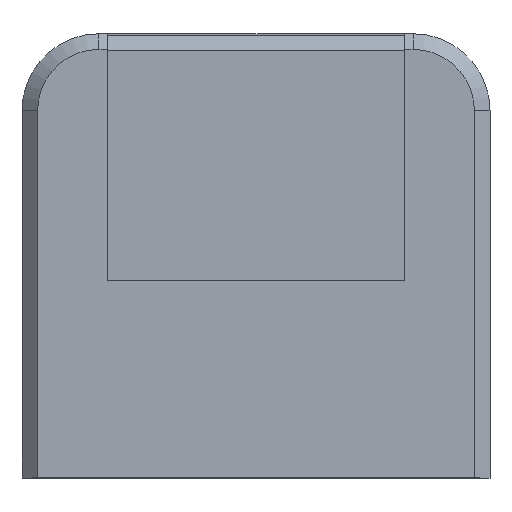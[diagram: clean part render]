
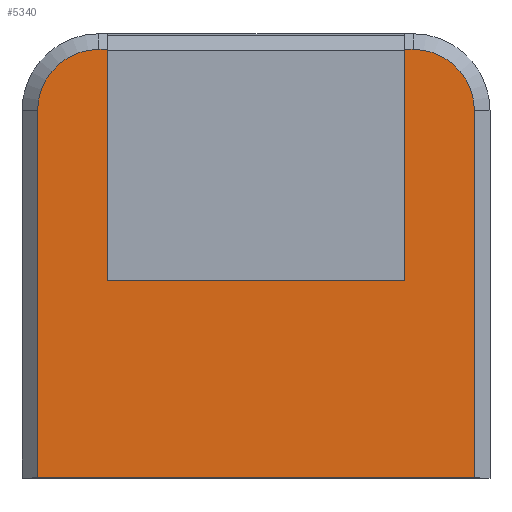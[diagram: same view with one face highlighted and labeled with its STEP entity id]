
A CAD part, top view. The second image highlights one B-rep face of the part: STEP entity #5340.
In plain terms, the highlighted planar face has unit normal (0, 0, 1).
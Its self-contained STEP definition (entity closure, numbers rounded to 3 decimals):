
#463=PLANE('',#5913);
#751=FACE_OUTER_BOUND('',#1115,.T.);
#1115=EDGE_LOOP('',(#4663,#4664,#4665,#4666,#4667,#4668,#4669,#4670,#4671,
#4672));
#1493=LINE('',#12176,#1939);
#1499=LINE('',#12188,#1945);
#1505=LINE('',#12200,#1951);
#1509=LINE('',#12208,#1955);
#1510=LINE('',#12212,#1956);
#1511=LINE('',#12214,#1957);
#1512=LINE('',#12216,#1958);
#1513=LINE('',#12219,#1959);
#1939=VECTOR('',#7251,10.);
#1945=VECTOR('',#7261,10.);
#1951=VECTOR('',#7273,10.);
#1955=VECTOR('',#7279,10.);
#1956=VECTOR('',#7282,10.);
#1957=VECTOR('',#7283,10.);
#1958=VECTOR('',#7284,10.);
#1959=VECTOR('',#7287,10.);
#2228=CIRCLE('',#5914,7.858);
#2229=CIRCLE('',#5915,7.858);
#2615=VERTEX_POINT('',#12173);
#2616=VERTEX_POINT('',#12175);
#2620=VERTEX_POINT('',#12187);
#2623=VERTEX_POINT('',#12199);
#2626=VERTEX_POINT('',#12207);
#2627=VERTEX_POINT('',#12209);
#2628=VERTEX_POINT('',#12211);
#2629=VERTEX_POINT('',#12213);
#2630=VERTEX_POINT('',#12215);
#2631=VERTEX_POINT('',#12217);
#3302=EDGE_CURVE('',#2616,#2615,#1493,.T.);
#3308=EDGE_CURVE('',#2620,#2616,#1499,.T.);
#3314=EDGE_CURVE('',#2623,#2620,#1505,.T.);
#3318=EDGE_CURVE('',#2626,#2615,#1509,.T.);
#3319=EDGE_CURVE('',#2627,#2626,#2228,.T.);
#3320=EDGE_CURVE('',#2628,#2627,#1510,.T.);
#3321=EDGE_CURVE('',#2629,#2628,#1511,.T.);
#3322=EDGE_CURVE('',#2630,#2629,#1512,.T.);
#3323=EDGE_CURVE('',#2631,#2630,#2229,.T.);
#3324=EDGE_CURVE('',#2623,#2631,#1513,.T.);
#4663=ORIENTED_EDGE('',*,*,#3314,.T.);
#4664=ORIENTED_EDGE('',*,*,#3308,.T.);
#4665=ORIENTED_EDGE('',*,*,#3302,.T.);
#4666=ORIENTED_EDGE('',*,*,#3318,.F.);
#4667=ORIENTED_EDGE('',*,*,#3319,.F.);
#4668=ORIENTED_EDGE('',*,*,#3320,.F.);
#4669=ORIENTED_EDGE('',*,*,#3321,.F.);
#4670=ORIENTED_EDGE('',*,*,#3322,.F.);
#4671=ORIENTED_EDGE('',*,*,#3323,.F.);
#4672=ORIENTED_EDGE('',*,*,#3324,.F.);
#5340=ADVANCED_FACE('',(#751),#463,.F.);
#5913=AXIS2_PLACEMENT_3D('',#12206,#7277,#7278);
#5914=AXIS2_PLACEMENT_3D('',#12210,#7280,#7281);
#5915=AXIS2_PLACEMENT_3D('',#12218,#7285,#7286);
#7251=DIRECTION('',(0.,1.,0.));
#7261=DIRECTION('',(-1.,0.,0.));
#7273=DIRECTION('',(0.,-1.,0.));
#7277=DIRECTION('center_axis',(0.,0.,-1.));
#7278=DIRECTION('ref_axis',(-1.,0.,0.));
#7279=DIRECTION('',(1.,0.,0.));
#7280=DIRECTION('center_axis',(0.,0.,-1.));
#7281=DIRECTION('ref_axis',(0.,1.,0.));
#7282=DIRECTION('',(0.,1.,0.));
#7283=DIRECTION('',(-1.,0.,0.));
#7284=DIRECTION('',(0.,-1.,0.));
#7285=DIRECTION('center_axis',(0.,0.,-1.));
#7286=DIRECTION('ref_axis',(1.,0.,0.));
#7287=DIRECTION('',(1.,0.,0.));
#12173=CARTESIAN_POINT('',(63.322,92.592,8.785));
#12175=CARTESIAN_POINT('',(63.322,62.989,8.785));
#12176=CARTESIAN_POINT('',(63.322,59.715,8.785));
#12187=CARTESIAN_POINT('',(101.422,62.989,8.785));
#12188=CARTESIAN_POINT('',(97.372,62.989,8.785));
#12199=CARTESIAN_POINT('',(101.422,92.592,8.785));
#12200=CARTESIAN_POINT('',(101.422,59.715,8.785));
#12206=CARTESIAN_POINT('Origin',(112.372,40.64,8.785));
#12207=CARTESIAN_POINT('',(62.23,92.592,8.785));
#12208=CARTESIAN_POINT('',(107.443,92.592,8.785));
#12209=CARTESIAN_POINT('',(54.372,84.734,8.785));
#12210=CARTESIAN_POINT('Origin',(62.23,84.734,8.785));
#12211=CARTESIAN_POINT('',(54.372,37.64,8.785));
#12212=CARTESIAN_POINT('',(54.372,40.64,8.785));
#12213=CARTESIAN_POINT('',(110.372,37.64,8.785));
#12214=CARTESIAN_POINT('',(97.372,37.64,8.785));
#12215=CARTESIAN_POINT('',(110.372,84.734,8.785));
#12216=CARTESIAN_POINT('',(110.372,40.64,8.785));
#12217=CARTESIAN_POINT('',(102.514,92.592,8.785));
#12218=CARTESIAN_POINT('Origin',(102.514,84.734,8.785));
#12219=CARTESIAN_POINT('',(107.443,92.592,8.785));
